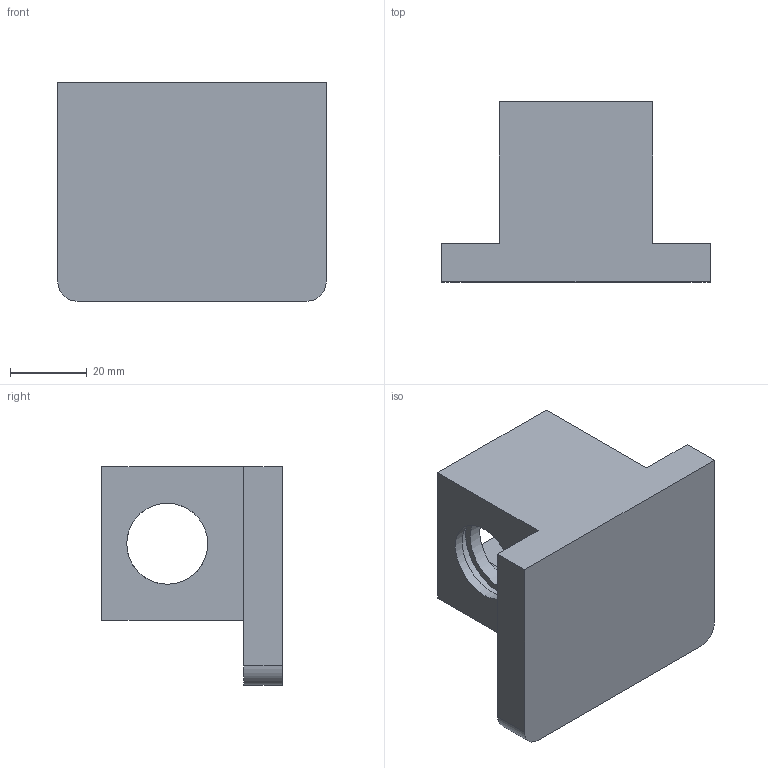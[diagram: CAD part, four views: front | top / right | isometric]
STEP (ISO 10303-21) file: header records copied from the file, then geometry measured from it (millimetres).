
FILE_DESCRIPTION(/* description */ (''),/* implementation_level */ '2;1');
FILE_NAME(/* name */ 'Chamber_2I-1D_Sample v1.step',/* time_stamp */ '2016-10-20T18:26:18+02:00',/* author */ (''),/* organization */ (''),/* preprocessor_version */ 'ST-DEVELOPER v16.5',/* originating_system */ 'Autodesk Translation Framework v5.2.0.2031',/* authorisation */ '');
FILE_SCHEMA (('AUTOMOTIVE_DESIGN { 1 0 10303 214 3 1 1 }'));
Length unit declared in the file: centimetre
Products named in the file (1): Chamber_2I-1D_Sample v1
Bounding box: 69.9 x 47 x 56.9 mm (x, y, z)
Volume: 74002.8 mm3; surface area: 19390 mm2
Topology: 1 solids, 1 shells, 41 faces, 106 edges, 71 vertices
Faces by surface type: plane 24, cylinder 17
Full cylindrical faces by diameter (mm): 21.1 x6, 24.5 x3
Entity records: 1328 total; most frequent: CARTESIAN_POINT 284, DIRECTION 202, ORIENTED_EDGE 186, EDGE_CURVE 93, AXIS2_PLACEMENT_3D 77, VERTEX_POINT 67, EDGE_LOOP 60, LINE 48
